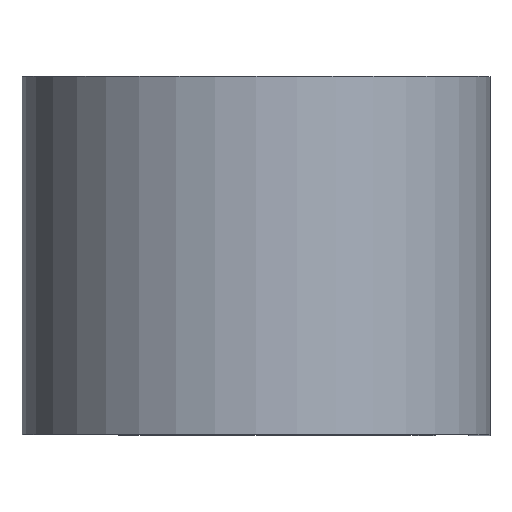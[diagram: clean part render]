
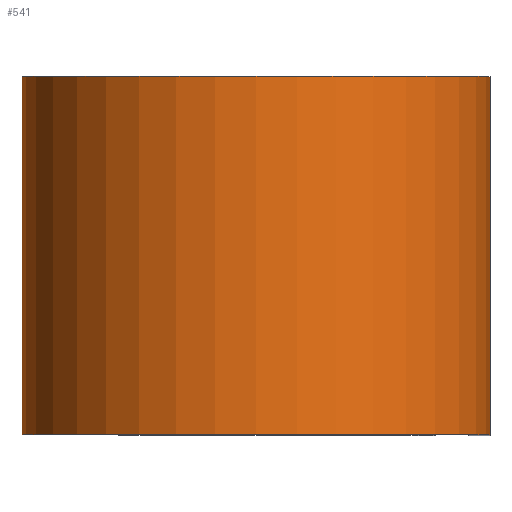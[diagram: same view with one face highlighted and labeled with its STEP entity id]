
A CAD part, top view. The second image highlights one B-rep face of the part: STEP entity #541.
In plain terms, the highlighted cylindrical face has radius 16.599 mm (diameter 33.198 mm), a partial arc.
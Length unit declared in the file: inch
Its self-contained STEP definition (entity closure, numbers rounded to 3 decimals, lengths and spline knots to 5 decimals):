
#4 = EDGE_CURVE ( 'NONE', #618, #595, #353, .T. ) ;
#14 = DIRECTION ( 'NONE',  ( 0., -1., 0. ) ) ;
#72 = CARTESIAN_POINT ( 'NONE',  ( 0., -0.5, -0.6535 ) ) ;
#75 = CARTESIAN_POINT ( 'NONE',  ( 0.6535, 0.5, 0. ) ) ;
#79 = DIRECTION ( 'NONE',  ( 0., 1., 0. ) ) ;
#85 = ORIENTED_EDGE ( 'NONE', *, *, #261, .T. ) ;
#103 = CARTESIAN_POINT ( 'NONE',  ( 0., 0.5, -0.6535 ) ) ;
#130 = EDGE_LOOP ( 'NONE', ( #191, #356, #534, #85 ) ) ;
#138 = AXIS2_PLACEMENT_3D ( 'NONE', #363, #14, #260 ) ;
#143 = VECTOR ( 'NONE', #499, 39.37008 ) ;
#154 = CARTESIAN_POINT ( 'NONE',  ( 0.6535, 0.5, 0. ) ) ;
#174 = DIRECTION ( 'NONE',  ( 0., -1., 0. ) ) ;
#191 = ORIENTED_EDGE ( 'NONE', *, *, #337, .T. ) ;
#195 = FACE_OUTER_BOUND ( 'NONE', #130, .T. ) ;
#260 = DIRECTION ( 'NONE',  ( 0., 0., -1. ) ) ;
#261 = EDGE_CURVE ( 'NONE', #490, #579, #616, .T. ) ;
#337 = EDGE_CURVE ( 'NONE', #579, #595, #611, .T. ) ;
#353 = LINE ( 'NONE', #154, #143 ) ;
#356 = ORIENTED_EDGE ( 'NONE', *, *, #4, .F. ) ;
#363 = CARTESIAN_POINT ( 'NONE',  ( 0., 0.5, 0. ) ) ;
#375 = CARTESIAN_POINT ( 'NONE',  ( 0., 0.5, 0. ) ) ;
#385 = CIRCLE ( 'NONE', #442, 0.6535 ) ;
#412 = DIRECTION ( 'NONE',  ( 1., 0., 0. ) ) ;
#434 = DIRECTION ( 'NONE',  ( 1., 0., 0. ) ) ;
#442 = AXIS2_PLACEMENT_3D ( 'NONE', #375, #79, #434 ) ;
#457 = CARTESIAN_POINT ( 'NONE',  ( 0., -0.5, 0. ) ) ;
#464 = DIRECTION ( 'NONE',  ( 0., 1., 0. ) ) ;
#481 = CYLINDRICAL_SURFACE ( 'NONE', #138, 0.6535 ) ;
#490 = VERTEX_POINT ( 'NONE', #492 ) ;
#492 = CARTESIAN_POINT ( 'NONE',  ( 0., 0.5, -0.6535 ) ) ;
#499 = DIRECTION ( 'NONE',  ( 0., -1., 0. ) ) ;
#514 = VECTOR ( 'NONE', #174, 39.37008 ) ;
#534 = ORIENTED_EDGE ( 'NONE', *, *, #621, .F. ) ;
#541 = ADVANCED_FACE ( 'NONE', ( #195 ), #481, .T. ) ;
#543 = AXIS2_PLACEMENT_3D ( 'NONE', #457, #464, #412 ) ;
#555 = CARTESIAN_POINT ( 'NONE',  ( 0.6535, -0.5, 0. ) ) ;
#579 = VERTEX_POINT ( 'NONE', #72 ) ;
#595 = VERTEX_POINT ( 'NONE', #555 ) ;
#611 = CIRCLE ( 'NONE', #543, 0.6535 ) ;
#616 = LINE ( 'NONE', #103, #514 ) ;
#618 = VERTEX_POINT ( 'NONE', #75 ) ;
#621 = EDGE_CURVE ( 'NONE', #490, #618, #385, .T. ) ;
